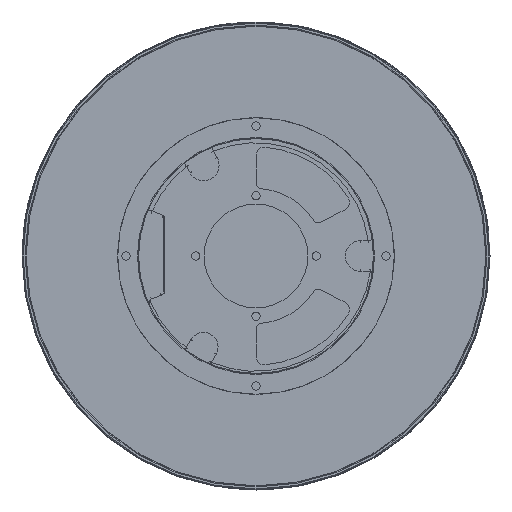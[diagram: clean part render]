
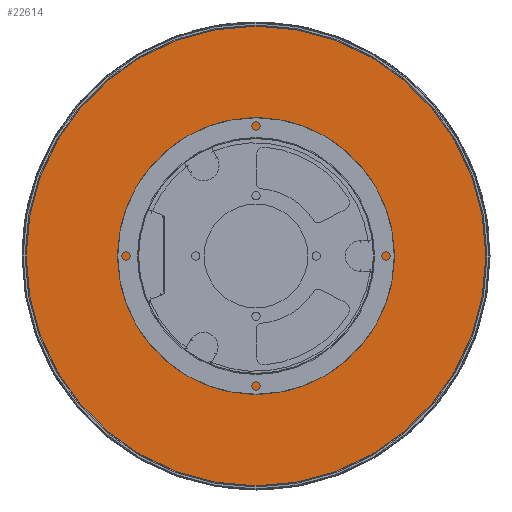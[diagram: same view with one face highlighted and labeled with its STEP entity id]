
A CAD part, front view. The second image highlights one B-rep face of the part: STEP entity #22614.
In plain terms, the highlighted face is planar.
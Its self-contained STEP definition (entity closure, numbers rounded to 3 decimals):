
#18221=CARTESIAN_POINT('',(0.,0.,-66.6));
#18222=DIRECTION('',(0.,0.,-1.));
#18223=DIRECTION('',(1.,0.,0.));
#18224=AXIS2_PLACEMENT_3D('',#18221,#18222,#18223);
#18226=CARTESIAN_POINT('',(0.,0.,-66.6));
#18227=DIRECTION('',(0.,0.,-1.));
#18228=DIRECTION('',(-1.,0.,0.));
#18229=AXIS2_PLACEMENT_3D('',#18226,#18227,#18228);
#18231=CARTESIAN_POINT('',(0.,0.,-66.6));
#18232=DIRECTION('',(0.,0.,1.));
#18233=DIRECTION('',(1.,0.,0.));
#18234=AXIS2_PLACEMENT_3D('',#18231,#18232,#18233);
#18236=CARTESIAN_POINT('',(0.,0.,-66.6));
#18237=DIRECTION('',(0.,0.,1.));
#18238=DIRECTION('',(-1.,0.,0.));
#18239=AXIS2_PLACEMENT_3D('',#18236,#18237,#18238);
#20304=CARTESIAN_POINT('',(-110.6,0.,-66.6));
#20306=VERTEX_POINT('',#20304);
#20308=CARTESIAN_POINT('',(110.6,0.,-66.6));
#20310=VERTEX_POINT('',#20308);
#20340=CARTESIAN_POINT('',(60.,0.,-66.6));
#20342=VERTEX_POINT('',#20340);
#20344=CARTESIAN_POINT('',(-60.,0.,-66.6));
#20346=VERTEX_POINT('',#20344);
#22599=CARTESIAN_POINT('',(0.,0.,-66.6));
#22600=DIRECTION('',(0.,0.,1.));
#22601=DIRECTION('',(1.,0.,0.));
#22602=AXIS2_PLACEMENT_3D('',#22599,#22600,#22601);
#22603=PLANE('',#22602);
#22604=ORIENTED_EDGE('',*,*,#22566,.F.);
#22605=ORIENTED_EDGE('',*,*,#22581,.F.);
#22606=EDGE_LOOP('',(#22604,#22605));
#22607=FACE_OUTER_BOUND('',#22606,.F.);
#22609=ORIENTED_EDGE('',*,*,#22608,.F.);
#22611=ORIENTED_EDGE('',*,*,#22610,.F.);
#22612=EDGE_LOOP('',(#22609,#22611));
#22613=FACE_BOUND('',#22612,.F.);
#18225=CIRCLE('',#18224,110.6);
#18230=CIRCLE('',#18229,110.6);
#18235=CIRCLE('',#18234,60.);
#18240=CIRCLE('',#18239,60.);
#22566=EDGE_CURVE('',#20310,#20306,#18225,.T.);
#22581=EDGE_CURVE('',#20306,#20310,#18230,.T.);
#22608=EDGE_CURVE('',#20342,#20346,#18235,.T.);
#22610=EDGE_CURVE('',#20346,#20342,#18240,.T.);
#22614=ADVANCED_FACE('',(#22607,#22613),#22603,.F.);
